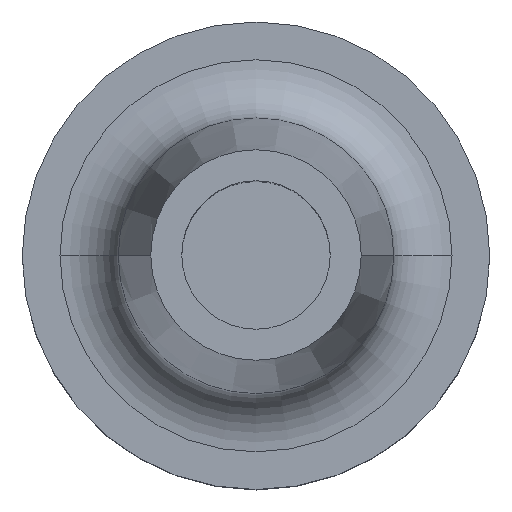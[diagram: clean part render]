
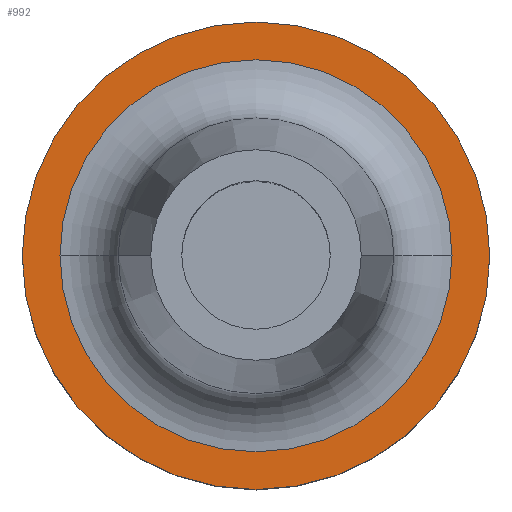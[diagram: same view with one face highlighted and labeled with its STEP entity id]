
A CAD part, top view. The second image highlights one B-rep face of the part: STEP entity #992.
In plain terms, the highlighted planar face has unit normal (0, 0, 1).
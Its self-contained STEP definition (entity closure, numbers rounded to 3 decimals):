
#17 = DIRECTION ( 'NONE',  ( 0., 0., -1. ) ) ;
#24 = CARTESIAN_POINT ( 'NONE',  ( 20., 0., 20. ) ) ;
#38 = CARTESIAN_POINT ( 'NONE',  ( -20., 0., 20. ) ) ;
#112 = EDGE_LOOP ( 'NONE', ( #885, #605 ) ) ;
#120 = DIRECTION ( 'NONE',  ( -1., 0., 0. ) ) ;
#141 = DIRECTION ( 'NONE',  ( 0., 0., -1. ) ) ;
#142 = EDGE_CURVE ( 'NONE', #1022, #837, #876, .T. ) ;
#173 = VERTEX_POINT ( 'NONE', #591 ) ;
#180 = EDGE_CURVE ( 'NONE', #837, #1022, #937, .T. ) ;
#228 = CIRCLE ( 'NONE', #872, 16.77 ) ;
#246 = DIRECTION ( 'NONE',  ( 0., 0., -1. ) ) ;
#274 = CARTESIAN_POINT ( 'NONE',  ( 16.77, 0., 20. ) ) ;
#287 = AXIS2_PLACEMENT_3D ( 'NONE', #578, #643, #120 ) ;
#332 = FACE_OUTER_BOUND ( 'NONE', #698, .T. ) ;
#373 = ORIENTED_EDGE ( 'NONE', *, *, #142, .F. ) ;
#446 = ORIENTED_EDGE ( 'NONE', *, *, #180, .F. ) ;
#489 = PLANE ( 'NONE',  #287 ) ;
#504 = DIRECTION ( 'NONE',  ( -1., 0., 0. ) ) ;
#512 = DIRECTION ( 'NONE',  ( -1., 0., 0. ) ) ;
#541 = FACE_BOUND ( 'NONE', #112, .T. ) ;
#546 = CARTESIAN_POINT ( 'NONE',  ( 0., 0., 20. ) ) ;
#556 = CIRCLE ( 'NONE', #878, 16.77 ) ;
#577 = AXIS2_PLACEMENT_3D ( 'NONE', #1032, #246, #512 ) ;
#578 = CARTESIAN_POINT ( 'NONE',  ( 0., 20., 20. ) ) ;
#591 = CARTESIAN_POINT ( 'NONE',  ( -16.77, 0., 20. ) ) ;
#605 = ORIENTED_EDGE ( 'NONE', *, *, #1112, .T. ) ;
#626 = DIRECTION ( 'NONE',  ( -1., 0., 0. ) ) ;
#643 = DIRECTION ( 'NONE',  ( 0., 0., -1. ) ) ;
#663 = CARTESIAN_POINT ( 'NONE',  ( 0., 0., 20. ) ) ;
#698 = EDGE_LOOP ( 'NONE', ( #373, #446 ) ) ;
#742 = AXIS2_PLACEMENT_3D ( 'NONE', #946, #1049, #504 ) ;
#744 = DIRECTION ( 'NONE',  ( -1., 0., 0. ) ) ;
#759 = VERTEX_POINT ( 'NONE', #274 ) ;
#774 = EDGE_CURVE ( 'NONE', #173, #759, #556, .T. ) ;
#837 = VERTEX_POINT ( 'NONE', #24 ) ;
#872 = AXIS2_PLACEMENT_3D ( 'NONE', #663, #141, #744 ) ;
#876 = CIRCLE ( 'NONE', #577, 20. ) ;
#878 = AXIS2_PLACEMENT_3D ( 'NONE', #546, #17, #626 ) ;
#885 = ORIENTED_EDGE ( 'NONE', *, *, #774, .T. ) ;
#937 = CIRCLE ( 'NONE', #742, 20. ) ;
#946 = CARTESIAN_POINT ( 'NONE',  ( 0., 0., 20. ) ) ;
#992 = ADVANCED_FACE ( 'NONE', ( #541, #332 ), #489, .F. ) ;
#1022 = VERTEX_POINT ( 'NONE', #38 ) ;
#1032 = CARTESIAN_POINT ( 'NONE',  ( 0., 0., 20. ) ) ;
#1049 = DIRECTION ( 'NONE',  ( 0., 0., -1. ) ) ;
#1112 = EDGE_CURVE ( 'NONE', #759, #173, #228, .T. ) ;
